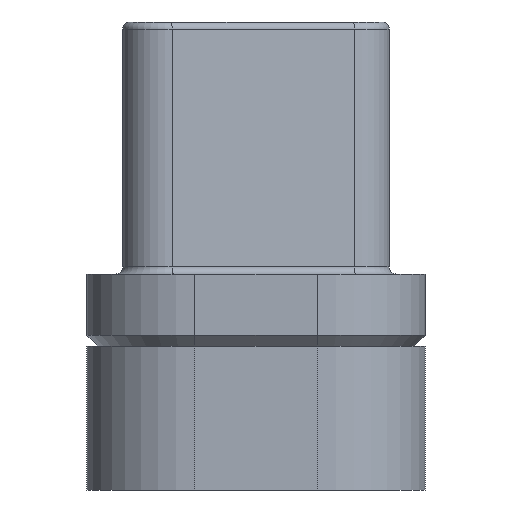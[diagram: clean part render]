
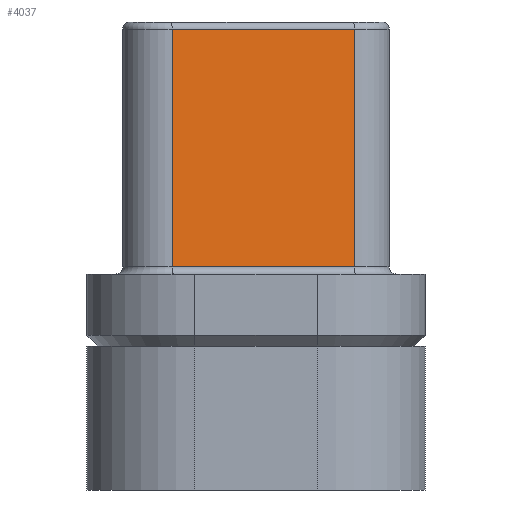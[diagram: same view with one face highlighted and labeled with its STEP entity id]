
A CAD part, left-side view. The second image highlights one B-rep face of the part: STEP entity #4037.
In plain terms, the highlighted planar face has unit normal (-0.985, -0.174, 0).
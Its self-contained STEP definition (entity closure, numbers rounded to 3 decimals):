
#338=PLANE('',#4442);
#488=FACE_OUTER_BOUND('',#792,.T.);
#792=EDGE_LOOP('',(#3186,#3187,#3188,#3189));
#1128=LINE('',#6642,#1350);
#1148=LINE('',#6714,#1370);
#1149=LINE('',#6716,#1371);
#1150=LINE('',#6717,#1372);
#1350=VECTOR('',#5267,10.);
#1370=VECTOR('',#5353,10.);
#1371=VECTOR('',#5354,10.);
#1372=VECTOR('',#5355,10.);
#1977=VERTEX_POINT('',#6634);
#1979=VERTEX_POINT('',#6640);
#1998=VERTEX_POINT('',#6713);
#1999=VERTEX_POINT('',#6715);
#2400=EDGE_CURVE('',#1979,#1977,#1128,.T.);
#2436=EDGE_CURVE('',#1979,#1998,#1148,.T.);
#2437=EDGE_CURVE('',#1999,#1998,#1149,.T.);
#2438=EDGE_CURVE('',#1977,#1999,#1150,.T.);
#3186=ORIENTED_EDGE('',*,*,#2400,.F.);
#3187=ORIENTED_EDGE('',*,*,#2436,.T.);
#3188=ORIENTED_EDGE('',*,*,#2437,.F.);
#3189=ORIENTED_EDGE('',*,*,#2438,.F.);
#4037=ADVANCED_FACE('',(#488),#338,.T.);
#4442=AXIS2_PLACEMENT_3D('',#6712,#5351,#5352);
#5267=DIRECTION('',(-0.174,0.985,0.));
#5351=DIRECTION('center_axis',(-0.985,-0.174,0.));
#5352=DIRECTION('ref_axis',(0.174,-0.985,0.));
#5353=DIRECTION('',(0.,0.,1.));
#5354=DIRECTION('',(0.174,-0.985,0.));
#5355=DIRECTION('',(0.,0.,1.));
#6634=CARTESIAN_POINT('',(-14.882,2.329,2.2));
#6640=CARTESIAN_POINT('',(-13.989,-2.734,2.2));
#6642=CARTESIAN_POINT('',(-14.459,-0.073,2.2));
#6712=CARTESIAN_POINT('Origin',(-14.882,2.329,0.));
#6713=CARTESIAN_POINT('',(-13.989,-2.734,8.8));
#6714=CARTESIAN_POINT('',(-13.989,-2.734,0.));
#6715=CARTESIAN_POINT('',(-14.882,2.329,8.8));
#6716=CARTESIAN_POINT('',(-14.459,-0.073,8.8));
#6717=CARTESIAN_POINT('',(-14.882,2.329,0.));
